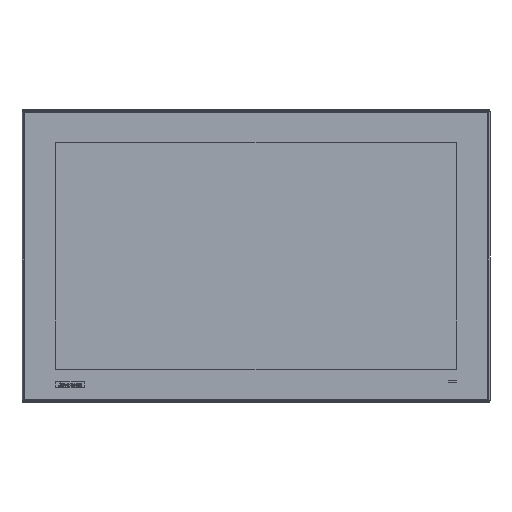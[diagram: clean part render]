
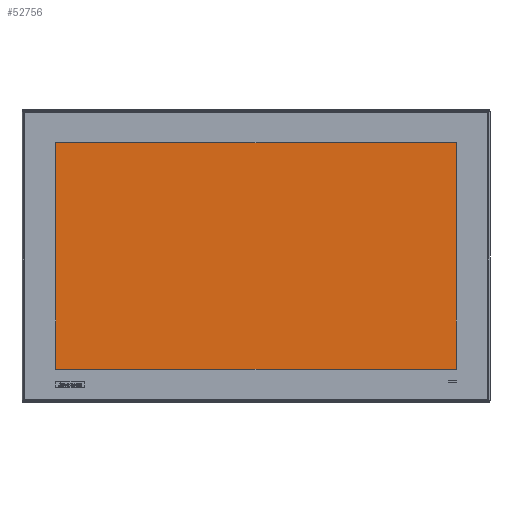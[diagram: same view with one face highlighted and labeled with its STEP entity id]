
A CAD part, top view. The second image highlights one B-rep face of the part: STEP entity #52756.
In plain terms, the highlighted planar face has unit normal (0, 0, 1).
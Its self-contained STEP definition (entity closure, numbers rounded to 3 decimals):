
#3390 = ORIENTED_EDGE ( 'NONE', *, *, #42052, .T. ) ;
#3777 = LINE ( 'NONE', #24132, #5816 ) ;
#5816 = VECTOR ( 'NONE', #20102, 1000. ) ;
#6312 = LINE ( 'NONE', #34992, #31047 ) ;
#9164 = DIRECTION ( 'NONE',  ( 1., 0., 0. ) ) ;
#9194 = CARTESIAN_POINT ( 'NONE',  ( -239.1, 134.85, 5.9 ) ) ;
#10726 = ORIENTED_EDGE ( 'NONE', *, *, #21137, .T. ) ;
#12653 = FACE_OUTER_BOUND ( 'NONE', #39389, .T. ) ;
#14554 = CARTESIAN_POINT ( 'NONE',  ( 239.1, 134.85, 5.9 ) ) ;
#18214 = VERTEX_POINT ( 'NONE', #47088 ) ;
#18890 = DIRECTION ( 'NONE',  ( 0., -1., 0. ) ) ;
#20102 = DIRECTION ( 'NONE',  ( 1., 0., 0. ) ) ;
#21137 = EDGE_CURVE ( 'NONE', #37011, #22234, #45863, .T. ) ;
#22234 = VERTEX_POINT ( 'NONE', #14554 ) ;
#24132 = CARTESIAN_POINT ( 'NONE',  ( -239.1, -134.85, 5.9 ) ) ;
#25524 = DIRECTION ( 'NONE',  ( -1., 0., 0. ) ) ;
#26977 = AXIS2_PLACEMENT_3D ( 'NONE', #45955, #28977, #9164 ) ;
#28977 = DIRECTION ( 'NONE',  ( 0., 0., 1. ) ) ;
#29142 = ORIENTED_EDGE ( 'NONE', *, *, #45916, .T. ) ;
#29512 = PLANE ( 'NONE',  #26977 ) ;
#29682 = CARTESIAN_POINT ( 'NONE',  ( 239.1, 134.85, 5.9 ) ) ;
#31047 = VECTOR ( 'NONE', #18890, 1000. ) ;
#32056 = ORIENTED_EDGE ( 'NONE', *, *, #49879, .T. ) ;
#34992 = CARTESIAN_POINT ( 'NONE',  ( -239.1, 134.85, 5.9 ) ) ;
#36130 = VECTOR ( 'NONE', #46126, 1000. ) ;
#37011 = VERTEX_POINT ( 'NONE', #41894 ) ;
#37463 = VERTEX_POINT ( 'NONE', #39068 ) ;
#39068 = CARTESIAN_POINT ( 'NONE',  ( -239.1, -134.85, 5.9 ) ) ;
#39389 = EDGE_LOOP ( 'NONE', ( #32056, #3390, #10726, #29142 ) ) ;
#41894 = CARTESIAN_POINT ( 'NONE',  ( 239.1, -134.85, 5.9 ) ) ;
#42052 = EDGE_CURVE ( 'NONE', #37463, #37011, #3777, .T. ) ;
#45863 = LINE ( 'NONE', #29682, #36130 ) ;
#45916 = EDGE_CURVE ( 'NONE', #22234, #18214, #45985, .T. ) ;
#45955 = CARTESIAN_POINT ( 'NONE',  ( 0., 0., 5.9 ) ) ;
#45985 = LINE ( 'NONE', #9194, #49696 ) ;
#46126 = DIRECTION ( 'NONE',  ( 0., 1., 0. ) ) ;
#47088 = CARTESIAN_POINT ( 'NONE',  ( -239.1, 134.85, 5.9 ) ) ;
#49696 = VECTOR ( 'NONE', #25524, 1000. ) ;
#49879 = EDGE_CURVE ( 'NONE', #18214, #37463, #6312, .T. ) ;
#52756 = ADVANCED_FACE ( 'NONE', ( #12653 ), #29512, .T. ) ;
